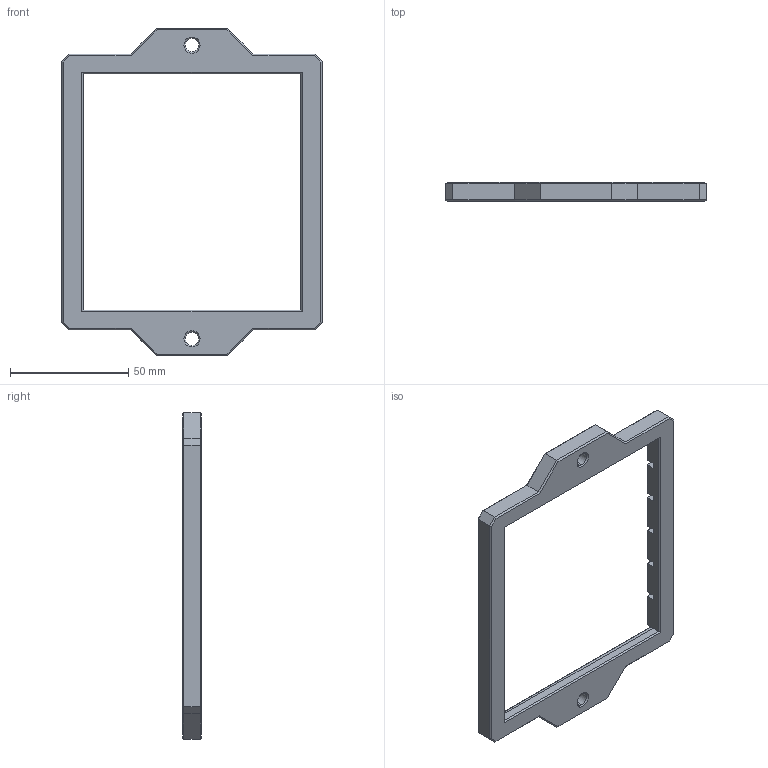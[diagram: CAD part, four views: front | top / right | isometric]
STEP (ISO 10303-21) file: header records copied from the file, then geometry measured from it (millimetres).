
FILE_DESCRIPTION (( 'STEP AP203' ), '1' );
FILE_NAME ('Baseplate_C4B_B.STEP', '2023-06-16T17:24:10', ( '' ), ( '' ), 'SwSTEP 2.0', 'SolidWorks 2023', '' );
FILE_SCHEMA (( 'CONFIG_CONTROL_DESIGN' ));
Length unit declared in the file: millimetre
Products named in the file (1): Baseplate_C4B_B
Bounding box: 110 x 8 x 138 mm (x, y, z)
Volume: 32963.7 mm3; surface area: 15735.8 mm2
Topology: 1 solids, 1 shells, 258 faces, 626 edges, 370 vertices
Faces by surface type: plane 162, cone 50, cylinder 46
Entity records: 7509 total; most frequent: CARTESIAN_POINT 1395, DIRECTION 1258, ORIENTED_EDGE 1252, EDGE_CURVE 626, VECTOR 456, LINE 456, AXIS2_PLACEMENT_3D 401, VERTEX_POINT 370
